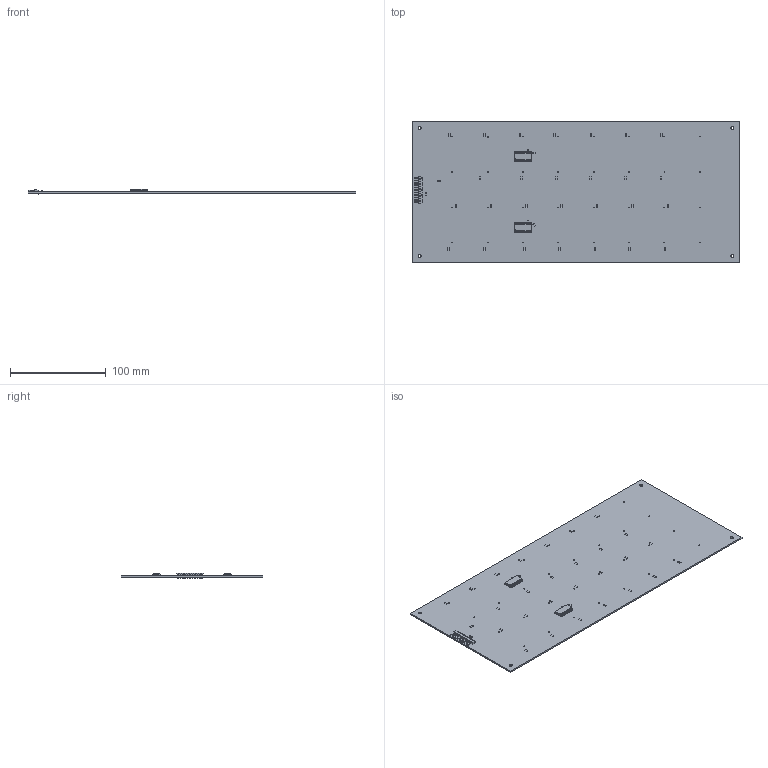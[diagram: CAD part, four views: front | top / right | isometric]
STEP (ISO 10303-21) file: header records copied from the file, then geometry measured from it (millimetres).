
FILE_DESCRIPTION(('KiCad electronic assembly'),'2;1');
FILE_NAME('chessboad.step','2025-09-25T22:59:36',('Pcbnew'),('Kicad'), 'Open CASCADE STEP processor 7.7','KiCad to STEP converter','Unknown' );
FILE_SCHEMA(('AUTOMOTIVE_DESIGN { 1 0 10303 214 1 1 1 1 }'));
Length unit declared in the file: millimetre
Products named in the file (14): chessboad 1; R_0402_1005Metric; SOLID; C_0402_1005Metric; R_1206_3216Metric; C_1206_3216Metric; SOIC-28W_7.5x17.9mm_P1.27mm; PinHeader_1x11_P2.54mm_Horizontal; chessboad PCB
Assembly tree (75 placements, depth 3):
  chessboad 1
    R_0402_1005Metric  x2
      SOLID
    C_0402_1005Metric  x32
      SOLID
    R_1206_3216Metric  x30
      SOLID
    C_1206_3216Metric
      SOLID
    SOIC-28W_7.5x17.9mm_P1.27mm  x2
      SOLID
    PinHeader_1x11_P2.54mm_Horizontal
      SOLID
    chessboad PCB
Bounding box: 343 x 148 x 5.75 mm (x, y, z)
Volume: 82144.3 mm3; surface area: 105267.1 mm2
Topology: 69 solids, 69 shells, 2990 faces, 7798 edges, 5036 vertices
Faces by surface type: plane 1982, cylinder 904, bspline 104
Full cylindrical faces by diameter (mm): 0.6 x2, 1 x11, 3.2 x4
Entity records: 63953 total; most frequent: CARTESIAN_POINT 10925, DIRECTION 8741, LINE 6029, VECTOR 6029, ORIENTED_EDGE 4606, PCURVE 4606, DEFINITIONAL_REPRESENTATION 4606, EDGE_CURVE 2303
